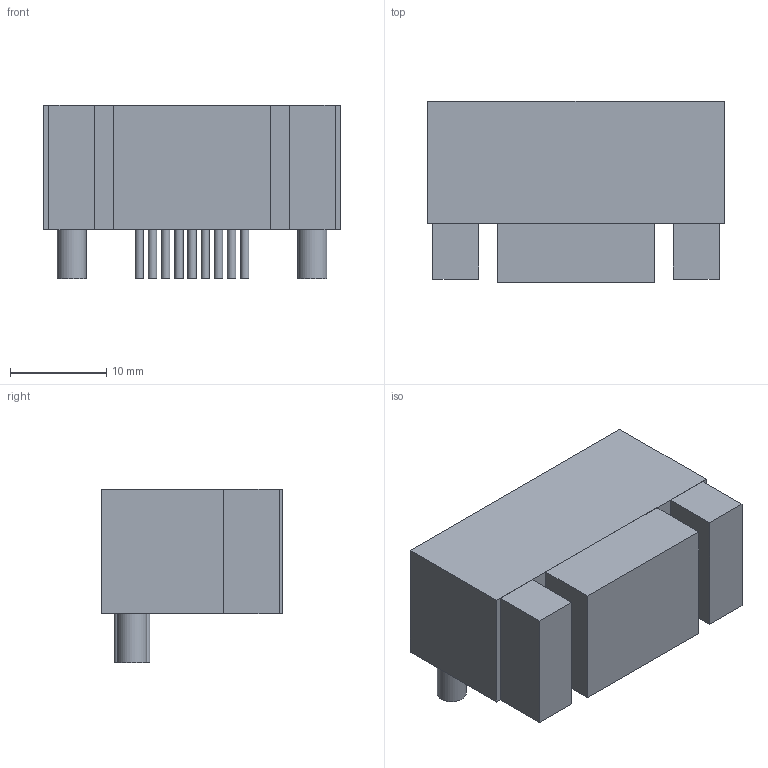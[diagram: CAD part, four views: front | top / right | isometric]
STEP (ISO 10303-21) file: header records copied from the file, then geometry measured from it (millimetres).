
FILE_DESCRIPTION(('FreeCAD Model'),'2;1');
FILE_NAME('4656665.1.4.stp','2020-04-11T13:08:04',( 'Author'),(''),'Open CASCADE STEP processor 6.9','FreeCAD','Unknown' );
FILE_SCHEMA(('AUTOMOTIVE_DESIGN { 1 0 10303 214 1 1 1 1 }'));
Length unit declared in the file: millimetre
Products named in the file (3): ASSEMBLY; Body; Leads
Assembly tree (12 placements, depth 2):
  ASSEMBLY
    Body
    Leads  x11
Bounding box: 30.81 x 18.85 x 18.03 mm (x, y, z)
Volume: 8178.3 mm3; surface area: 6228.1 mm2
Topology: 125 solids, 125 shells, 387 faces, 411 edges, 274 vertices
Faces by surface type: plane 266, cylinder 121
Full cylindrical faces by diameter (mm): 0.87 x99, 3.03 x22
Entity records: 2507 total; most frequent: DIRECTION 405, CARTESIAN_POINT 367, LINE 199, VECTOR 199, ORIENTED_EDGE 162, PCURVE 162, DEFINITIONAL_REPRESENTATION 162, AXIS2_PLACEMENT_3D 92
